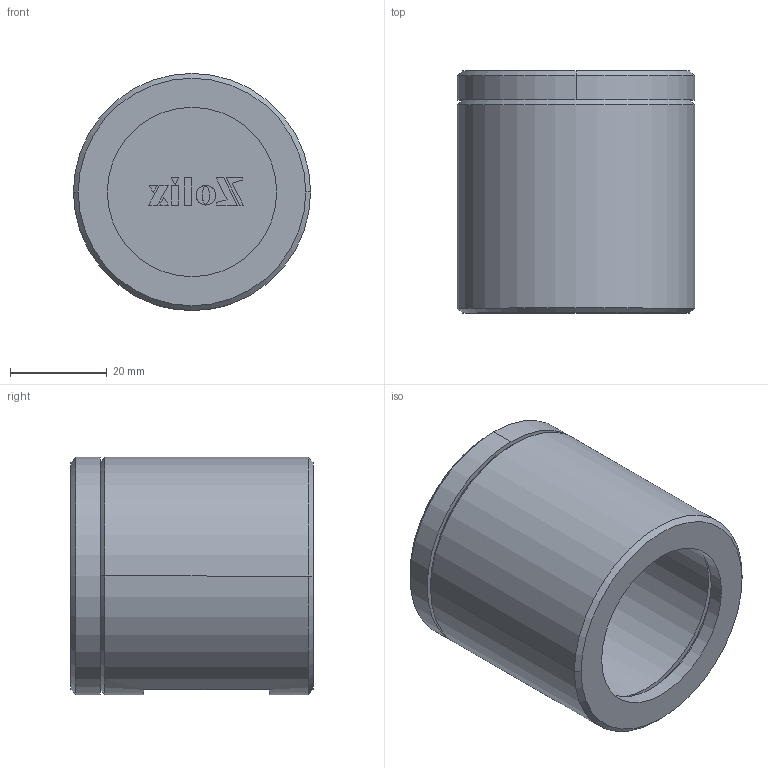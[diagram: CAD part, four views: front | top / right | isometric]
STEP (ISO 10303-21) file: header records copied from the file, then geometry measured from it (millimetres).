
FILE_DESCRIPTION (( 'STEP AP203' ), '1' );
FILE_NAME ('ABC-35.STEP', '2022-03-14T06:36:42', ( 'Windows User' ), ( 'P R C' ), 'SwSTEP 2.0', 'SolidWorks 2020', '' );
FILE_SCHEMA (( 'CONFIG_CONTROL_DESIGN' ));
Length unit declared in the file: millimetre
Products named in the file (1): ABC-35
Bounding box: 49 x 50 x 49 mm (x, y, z)
Surface area: 16438.3 mm2 (no closed solid volume)
Topology: 0 solids, 4 shells, 54 faces, 368 edges, 320 vertices
Faces by surface type: plane 34, cylinder 12, cone 8
Entity records: 3586 total; most frequent: CARTESIAN_POINT 805, DIRECTION 512, ORIENTED_EDGE 458, EDGE_CURVE 368, VECTOR 330, LINE 330, VERTEX_POINT 320, AXIS2_PLACEMENT_3D 91
